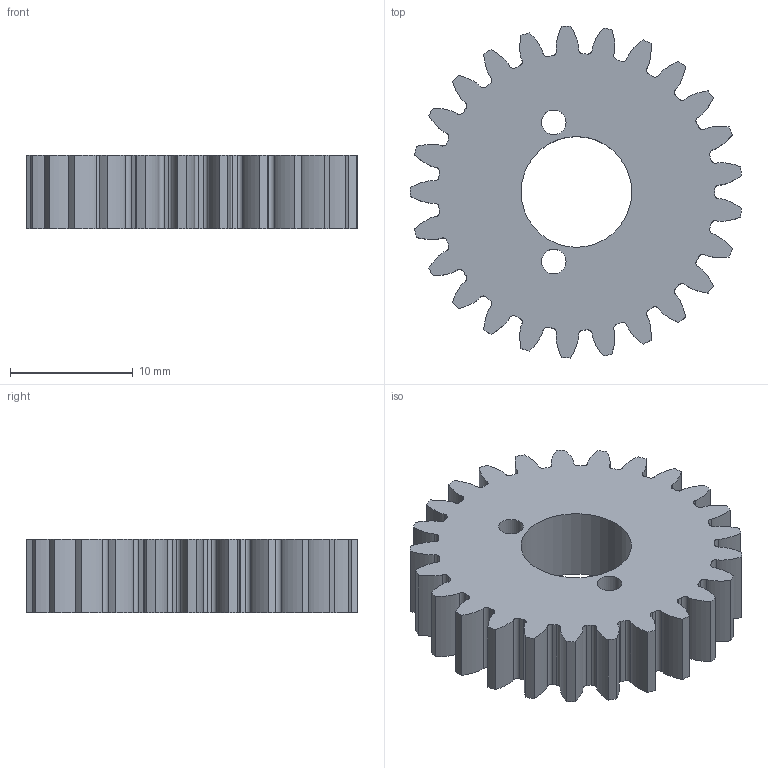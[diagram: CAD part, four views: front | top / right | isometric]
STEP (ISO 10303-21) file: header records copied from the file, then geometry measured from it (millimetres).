
FILE_DESCRIPTION(/* description */ ('STEP AP214'),/* implementation_level */ '2;1');
FILE_NAME(/* name */ '61fa9e12de1f9b6a4c35e516',/* time_stamp */ '2022-02-02T15:06:59+00:00',/* author */ (''),/* organization */ (''),/* preprocessor_version */ 'ST-DEVELOPER v18.101',/* originating_system */ ' ',/* authorisation */ ' ');
FILE_SCHEMA (('AUTOMOTIVE_DESIGN {1 0 10303 214 3 1 1}'));
Length unit declared in the file: metre
Products named in the file (1): Petite Roue dentée Épaule
Bounding box: 26.93 x 26.98 x 6 mm (x, y, z)
Volume: 2481.2 mm3; surface area: 2011.2 mm2
Topology: 1 solids, 1 shells, 155 faces, 459 edges, 306 vertices
Faces by surface type: cylinder 103, bspline 50, plane 2
Full cylindrical faces by diameter (mm): 2 x2, 9 x1
Entity records: 7306 total; most frequent: CARTESIAN_POINT 3268, ORIENTED_EDGE 912, DIRECTION 774, EDGE_CURVE 456, AXIS2_PLACEMENT_3D 312, VERTEX_POINT 306, CIRCLE 206, EDGE_LOOP 164
